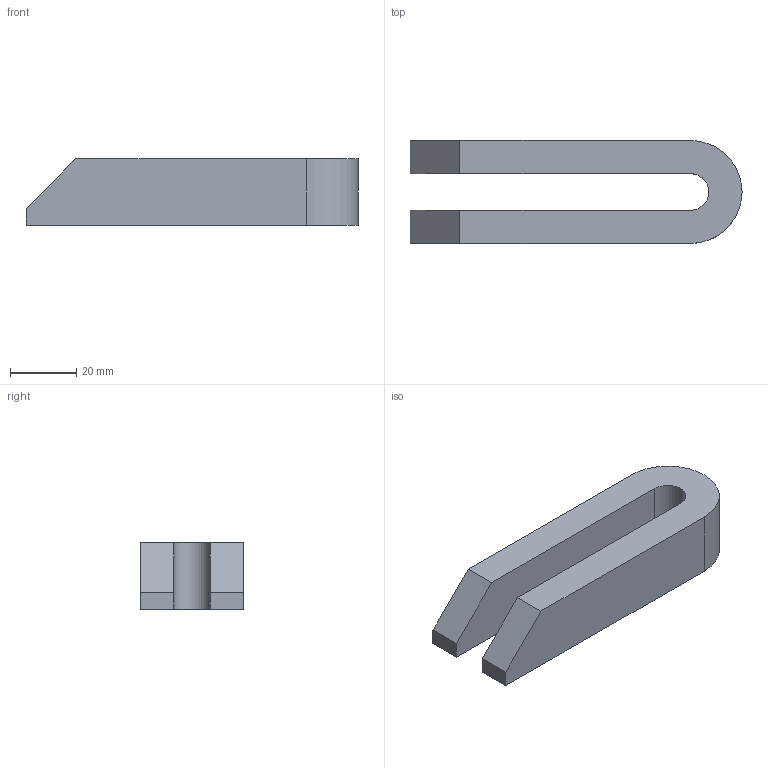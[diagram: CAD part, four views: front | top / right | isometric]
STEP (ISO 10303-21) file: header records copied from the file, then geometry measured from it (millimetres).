
FILE_DESCRIPTION(('STEP AP214'),'1');
FILE_NAME('HALDERN_EH_23150_0011.stp','2017-05-09T08:34:22',('TraceParts'),('TraceParts S.A.'),'Spatial InterOp 3D',' ',' ');
FILE_SCHEMA(('automotive_design'));
Length unit declared in the file: millimetre
Products named in the file (1): HALDERN_EH_23150_0011
Bounding box: 100 x 31 x 20 mm (x, y, z)
Volume: 38147.3 mm3; surface area: 11893.5 mm2
Topology: 1 solids, 1 shells, 12 faces, 30 edges, 20 vertices
Faces by surface type: plane 10, cylinder 2
Entity records: 478 total; most frequent: CARTESIAN_POINT 63, DIRECTION 60, ORIENTED_EDGE 60, EDGE_CURVE 30, LINE 26, VECTOR 26, VERTEX_POINT 20, AXIS2_PLACEMENT_3D 17
